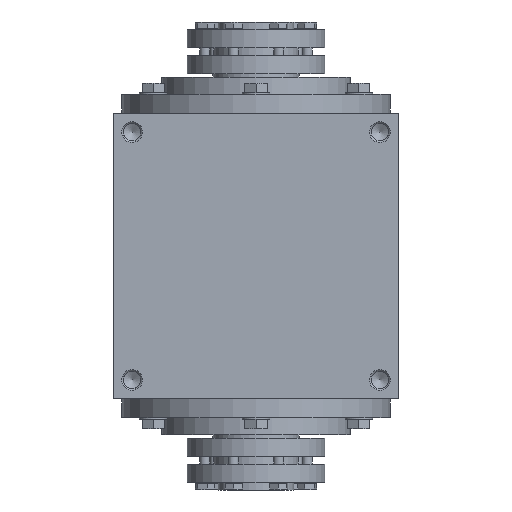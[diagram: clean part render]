
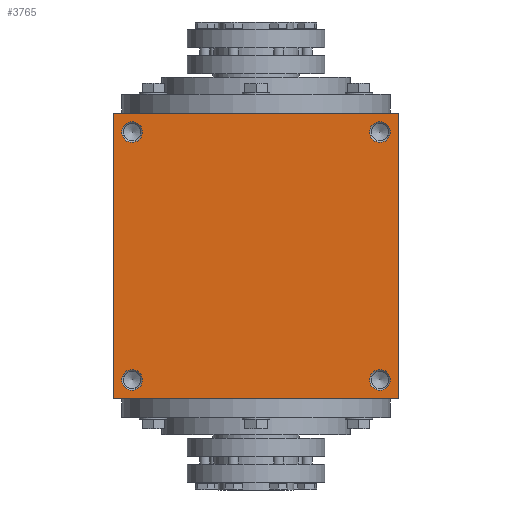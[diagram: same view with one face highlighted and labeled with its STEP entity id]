
A CAD part, left-side view. The second image highlights one B-rep face of the part: STEP entity #3765.
In plain terms, the highlighted face is planar.
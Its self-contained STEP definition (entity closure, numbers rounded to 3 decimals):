
#598=CIRCLE('',#5072,6.);
#599=CIRCLE('',#5073,6.);
#600=CIRCLE('',#5074,6.);
#601=CIRCLE('',#5075,6.);
#1368=ORIENTED_EDGE('',*,*,#1973,.F.);
#1369=ORIENTED_EDGE('',*,*,#1974,.T.);
#1370=ORIENTED_EDGE('',*,*,#1975,.F.);
#1371=ORIENTED_EDGE('',*,*,#1976,.T.);
#1372=ORIENTED_EDGE('',*,*,#1948,.F.);
#1373=ORIENTED_EDGE('',*,*,#1971,.F.);
#1374=ORIENTED_EDGE('',*,*,#1964,.F.);
#1375=ORIENTED_EDGE('',*,*,#1956,.F.);
#1948=EDGE_CURVE('',#2294,#2295,#2489,.T.);
#1956=EDGE_CURVE('',#2295,#2302,#2493,.T.);
#1964=EDGE_CURVE('',#2302,#2309,#2496,.T.);
#1971=EDGE_CURVE('',#2309,#2294,#2499,.T.);
#1973=EDGE_CURVE('',#2315,#2315,#598,.T.);
#1974=EDGE_CURVE('',#2316,#2316,#599,.T.);
#1975=EDGE_CURVE('',#2317,#2317,#600,.T.);
#1976=EDGE_CURVE('',#2318,#2318,#601,.T.);
#2294=VERTEX_POINT('',#7537);
#2295=VERTEX_POINT('',#7538);
#2302=VERTEX_POINT('',#7554);
#2309=VERTEX_POINT('',#7570);
#2315=VERTEX_POINT('',#7587);
#2316=VERTEX_POINT('',#7589);
#2317=VERTEX_POINT('',#7591);
#2318=VERTEX_POINT('',#7593);
#2489=LINE('',#7536,#2605);
#2493=LINE('',#7553,#2609);
#2496=LINE('',#7569,#2612);
#2499=LINE('',#7583,#2615);
#2605=VECTOR('',#6059,1000.);
#2609=VECTOR('',#6073,1000.);
#2612=VECTOR('',#6088,1000.);
#2615=VECTOR('',#6101,1000.);
#2887=EDGE_LOOP('',(#1368));
#2888=EDGE_LOOP('',(#1369));
#2889=EDGE_LOOP('',(#1370));
#2890=EDGE_LOOP('',(#1371));
#2891=EDGE_LOOP('',(#1372,#1373,#1374,#1375));
#3318=FACE_BOUND('',#2887,.T.);
#3319=FACE_BOUND('',#2888,.T.);
#3320=FACE_BOUND('',#2889,.T.);
#3321=FACE_BOUND('',#2890,.T.);
#3322=FACE_BOUND('',#2891,.T.);
#3577=PLANE('',#5071);
#3765=ADVANCED_FACE('',(#3318,#3319,#3320,#3321,#3322),#3577,.F.);
#5071=AXIS2_PLACEMENT_3D('',#7585,#6103,#6104);
#5072=AXIS2_PLACEMENT_3D('',#7586,#6105,#6106);
#5073=AXIS2_PLACEMENT_3D('',#7588,#6107,#6108);
#5074=AXIS2_PLACEMENT_3D('',#7590,#6109,#6110);
#5075=AXIS2_PLACEMENT_3D('',#7592,#6111,#6112);
#6059=DIRECTION('',(0.,-1.,0.));
#6073=DIRECTION('',(1.,0.,0.));
#6088=DIRECTION('',(0.,1.,0.));
#6101=DIRECTION('',(-1.,0.,0.));
#6103=DIRECTION('',(0.,0.,1.));
#6104=DIRECTION('',(1.,0.,0.));
#6105=DIRECTION('',(0.,0.,-1.));
#6106=DIRECTION('',(-1.,0.,0.));
#6107=DIRECTION('',(0.,0.,1.));
#6108=DIRECTION('',(1.,0.,0.));
#6109=DIRECTION('',(0.,0.,-1.));
#6110=DIRECTION('',(-1.,0.,0.));
#6111=DIRECTION('',(0.,0.,1.));
#6112=DIRECTION('',(1.,0.,0.));
#7536=CARTESIAN_POINT('',(-83.,83.,-83.));
#7537=CARTESIAN_POINT('',(-83.,83.,-83.));
#7538=CARTESIAN_POINT('',(-83.,-83.,-83.));
#7553=CARTESIAN_POINT('',(-83.,-83.,-83.));
#7554=CARTESIAN_POINT('',(83.,-83.,-83.));
#7569=CARTESIAN_POINT('',(83.,-83.,-83.));
#7570=CARTESIAN_POINT('',(83.,83.,-83.));
#7583=CARTESIAN_POINT('',(83.,83.,-83.));
#7585=CARTESIAN_POINT('',(0.,0.,-83.));
#7586=CARTESIAN_POINT('',(-72.,72.,-83.));
#7587=CARTESIAN_POINT('',(-78.,72.,-83.));
#7588=CARTESIAN_POINT('',(72.,72.,-83.));
#7589=CARTESIAN_POINT('',(78.,72.,-83.));
#7590=CARTESIAN_POINT('',(-72.,-72.,-83.));
#7591=CARTESIAN_POINT('',(-78.,-72.,-83.));
#7592=CARTESIAN_POINT('',(72.,-72.,-83.));
#7593=CARTESIAN_POINT('',(78.,-72.,-83.));
